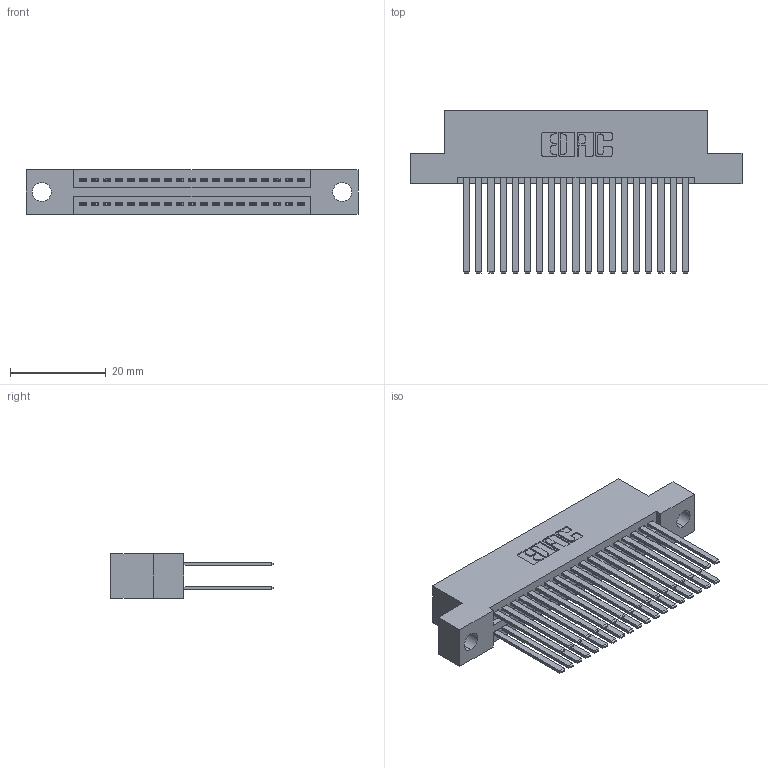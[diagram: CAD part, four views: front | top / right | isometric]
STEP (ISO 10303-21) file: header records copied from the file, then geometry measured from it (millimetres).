
FILE_DESCRIPTION (( 'STEP AP203' ), '1' );
FILE_NAME ('395-038-544-204.STEP', '2018-11-14T05:15:25', ( '' ), ( '' ), 'SwSTEP 2.0', 'SolidWorks 2016', '' );
FILE_SCHEMA (( 'CONFIG_CONTROL_DESIGN' ));
Length unit declared in the file: inch
Products named in the file (3): 345 Part_Flush Mounting Lugs - 0.156 Dia-TH; 395-038-544-204; 345-292-001_345-293-144
Assembly tree (39 placements, depth 2):
  395-038-544-204
    345 Part_Flush Mounting Lugs - 0.156 Dia-TH
    345-292-001_345-293-144  x38
Bounding box: 69.47 x 33.96 x 9.4 mm (x, y, z)
Volume: 6979.6 mm3; surface area: 11248 mm2
Topology: 39 solids, 39 shells, 1798 faces, 5319 edges, 3494 vertices
Faces by surface type: plane 1182, cylinder 616
Entity records: 17823 total; most frequent: CARTESIAN_POINT 3008, ORIENTED_EDGE 2942, DIRECTION 2679, EDGE_CURVE 1471, VECTOR 1267, LINE 1267, VERTEX_POINT 978, AXIS2_PLACEMENT_3D 706
